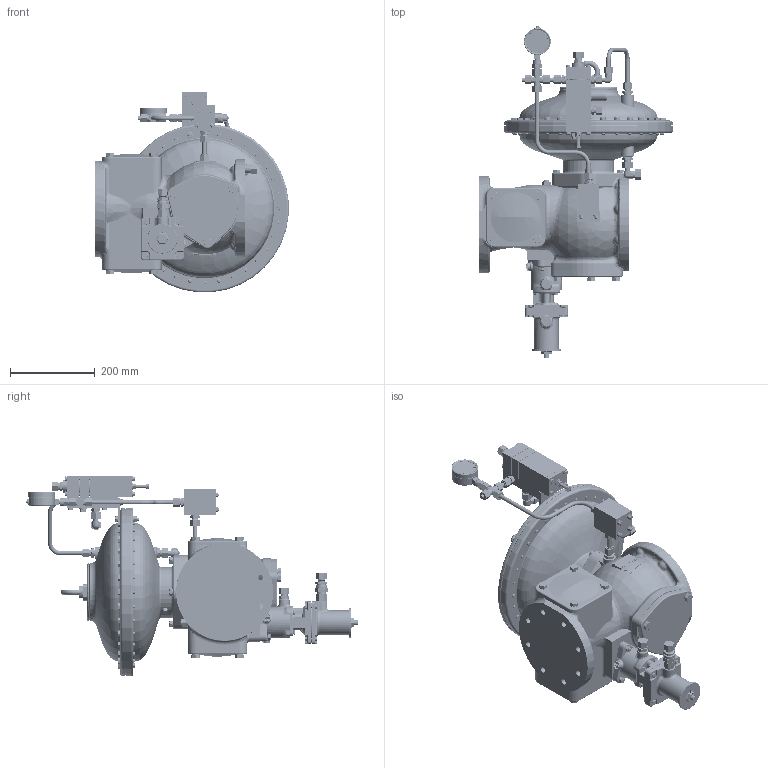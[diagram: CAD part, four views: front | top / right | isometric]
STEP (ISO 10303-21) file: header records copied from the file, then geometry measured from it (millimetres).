
FILE_DESCRIPTION (( 'STEP AP214' ), '1' );
FILE_NAME ('15068500-HON372_DN100_K1a-K2B_HON650.STEP', '2019-04-01T13:21:55', ( '' ), ( '' ), 'SwSTEP 2.0', 'SolidWorks 2017', '' );
FILE_SCHEMA (( 'AUTOMOTIVE_DESIGN' ));
Length unit declared in the file: millimetre
Products named in the file (1): 15068500-HON372_DN100_K1a-K2B_HON650
Bounding box: 455.26 x 781.26 x 472.43 mm (x, y, z)
Volume: 28804831.1 mm3; surface area: 1822023.7 mm2
Topology: 298 solids, 298 shells, 5906 faces, 12457 edges, 7324 vertices
Faces by surface type: plane 2361, cone 1416, cylinder 1309, torus 465, bspline 288, sphere 67
Entity records: 185745 total; most frequent: CARTESIAN_POINT 57099, DIRECTION 26528, ORIENTED_EDGE 24828, EDGE_CURVE 12414, AXIS2_PLACEMENT_3D 11026, VERTEX_POINT 7324, EDGE_LOOP 6138, FACE_OUTER_BOUND 5906
